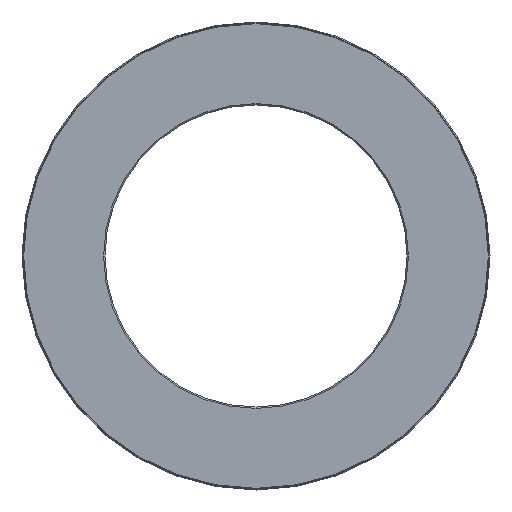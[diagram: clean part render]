
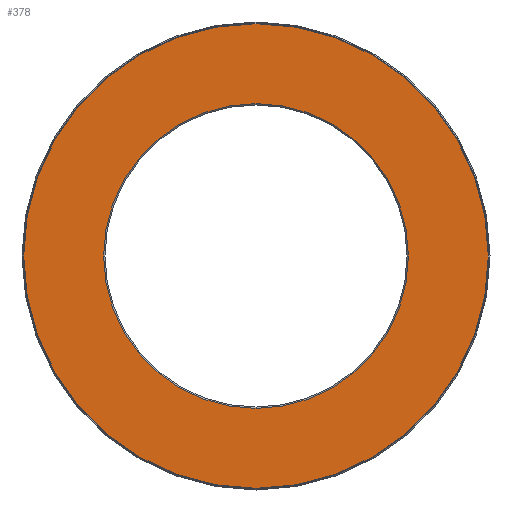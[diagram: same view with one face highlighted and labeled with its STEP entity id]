
A CAD part, front view. The second image highlights one B-rep face of the part: STEP entity #378.
In plain terms, the highlighted planar face has unit normal (0, -1, 0).
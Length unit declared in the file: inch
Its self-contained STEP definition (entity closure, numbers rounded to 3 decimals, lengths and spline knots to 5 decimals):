
#12 = AXIS2_PLACEMENT_3D ( 'NONE', #257, #108, #581 ) ;
#58 = PLANE ( 'NONE',  #12 ) ;
#66 = CARTESIAN_POINT ( 'NONE',  ( 0., 0., 0. ) ) ;
#108 = DIRECTION ( 'NONE',  ( 0., 1., 0. ) ) ;
#110 = DIRECTION ( 'NONE',  ( 0., 0., 1. ) ) ;
#142 = FACE_OUTER_BOUND ( 'NONE', #420, .T. ) ;
#173 = CIRCLE ( 'NONE', #206, 3.4125 ) ;
#186 = AXIS2_PLACEMENT_3D ( 'NONE', #393, #216, #584 ) ;
#187 = CARTESIAN_POINT ( 'NONE',  ( 0., 0., 3.4125 ) ) ;
#206 = AXIS2_PLACEMENT_3D ( 'NONE', #66, #348, #110 ) ;
#209 = EDGE_LOOP ( 'NONE', ( #423 ) ) ;
#216 = DIRECTION ( 'NONE',  ( 0., 1., 0. ) ) ;
#248 = EDGE_CURVE ( 'NONE', #321, #321, #339, .T. ) ;
#257 = CARTESIAN_POINT ( 'NONE',  ( 0., 0., 0. ) ) ;
#321 = VERTEX_POINT ( 'NONE', #468 ) ;
#339 = CIRCLE ( 'NONE', #186, 2.23875 ) ;
#348 = DIRECTION ( 'NONE',  ( 0., 1., 0. ) ) ;
#378 = ADVANCED_FACE ( 'NONE', ( #142, #508 ), #58, .F. ) ;
#393 = CARTESIAN_POINT ( 'NONE',  ( 0., 0., 0. ) ) ;
#399 = EDGE_CURVE ( 'NONE', #576, #576, #173, .T. ) ;
#420 = EDGE_LOOP ( 'NONE', ( #441 ) ) ;
#423 = ORIENTED_EDGE ( 'NONE', *, *, #248, .T. ) ;
#441 = ORIENTED_EDGE ( 'NONE', *, *, #399, .F. ) ;
#468 = CARTESIAN_POINT ( 'NONE',  ( 0., 0., 2.23875 ) ) ;
#508 = FACE_BOUND ( 'NONE', #209, .T. ) ;
#576 = VERTEX_POINT ( 'NONE', #187 ) ;
#581 = DIRECTION ( 'NONE',  ( 0., 0., 1. ) ) ;
#584 = DIRECTION ( 'NONE',  ( 0., 0., 1. ) ) ;
